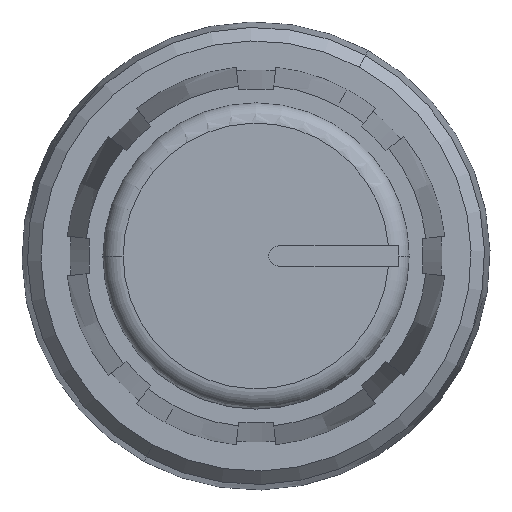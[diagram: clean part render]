
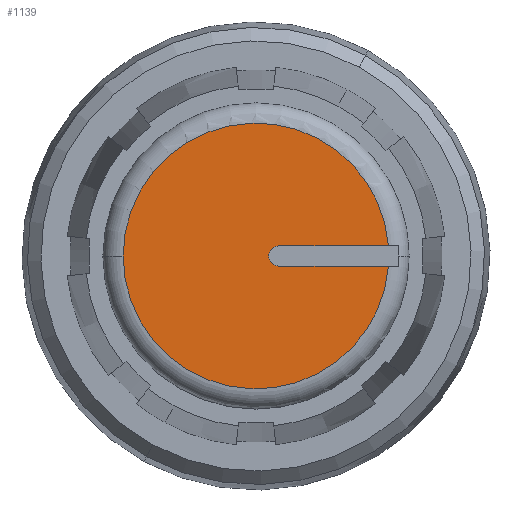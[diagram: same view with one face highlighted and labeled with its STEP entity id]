
A CAD part, front view. The second image highlights one B-rep face of the part: STEP entity #1139.
In plain terms, the highlighted planar face has unit normal (0, -1, 0).
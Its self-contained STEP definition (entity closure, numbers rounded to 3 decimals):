
#73 = DIRECTION ( 'NONE',  ( 0., -1., 0. ) ) ;
#85 = LINE ( 'NONE', #2005, #2106 ) ;
#181 = VERTEX_POINT ( 'NONE', #790 ) ;
#250 = DIRECTION ( 'NONE',  ( 0., -1., 0. ) ) ;
#263 = EDGE_CURVE ( 'NONE', #181, #981, #1514, .T. ) ;
#283 = CARTESIAN_POINT ( 'NONE',  ( -5.25, -1., 0. ) ) ;
#288 = DIRECTION ( 'NONE',  ( -1., 0., 0. ) ) ;
#351 = CARTESIAN_POINT ( 'NONE',  ( 3.067, -1., -0.4 ) ) ;
#358 = CARTESIAN_POINT ( 'NONE',  ( 5.235, -1., -0.4 ) ) ;
#371 = CARTESIAN_POINT ( 'NONE',  ( 0., -1., 0. ) ) ;
#441 = DIRECTION ( 'NONE',  ( 1., 0., 0. ) ) ;
#500 = AXIS2_PLACEMENT_3D ( 'NONE', #371, #250, #1275 ) ;
#537 = CIRCLE ( 'NONE', #893, 5.25 ) ;
#554 = VERTEX_POINT ( 'NONE', #1242 ) ;
#556 = CARTESIAN_POINT ( 'NONE',  ( 0.9, -1., 0. ) ) ;
#703 = CARTESIAN_POINT ( 'NONE',  ( 0., -1., 0. ) ) ;
#781 = AXIS2_PLACEMENT_3D ( 'NONE', #703, #2108, #842 ) ;
#790 = CARTESIAN_POINT ( 'NONE',  ( 5.235, -1., 0.4 ) ) ;
#829 = VERTEX_POINT ( 'NONE', #2134 ) ;
#842 = DIRECTION ( 'NONE',  ( 1., 0., 0. ) ) ;
#893 = AXIS2_PLACEMENT_3D ( 'NONE', #2169, #2186, #441 ) ;
#952 = ORIENTED_EDGE ( 'NONE', *, *, #1793, .F. ) ;
#981 = VERTEX_POINT ( 'NONE', #283 ) ;
#1029 = FACE_OUTER_BOUND ( 'NONE', #1903, .T. ) ;
#1139 = ADVANCED_FACE ( 'NONE', ( #1029 ), #2052, .T. ) ;
#1151 = ORIENTED_EDGE ( 'NONE', *, *, #263, .T. ) ;
#1169 = ORIENTED_EDGE ( 'NONE', *, *, #1974, .F. ) ;
#1173 = ORIENTED_EDGE ( 'NONE', *, *, #1683, .F. ) ;
#1216 = CIRCLE ( 'NONE', #1357, 0.4 ) ;
#1242 = CARTESIAN_POINT ( 'NONE',  ( 0.9, -1., 0.4 ) ) ;
#1258 = DIRECTION ( 'NONE',  ( 1., 0., 0. ) ) ;
#1275 = DIRECTION ( 'NONE',  ( 0., 0., -1. ) ) ;
#1357 = AXIS2_PLACEMENT_3D ( 'NONE', #556, #73, #1258 ) ;
#1379 = LINE ( 'NONE', #351, #2109 ) ;
#1391 = VERTEX_POINT ( 'NONE', #358 ) ;
#1514 = CIRCLE ( 'NONE', #781, 5.25 ) ;
#1683 = EDGE_CURVE ( 'NONE', #554, #829, #1216, .T. ) ;
#1793 = EDGE_CURVE ( 'NONE', #181, #554, #85, .T. ) ;
#1842 = EDGE_CURVE ( 'NONE', #981, #1391, #537, .T. ) ;
#1903 = EDGE_LOOP ( 'NONE', ( #1151, #2194, #1169, #1173, #952 ) ) ;
#1968 = DIRECTION ( 'NONE',  ( 1., 0., 0. ) ) ;
#1974 = EDGE_CURVE ( 'NONE', #829, #1391, #1379, .T. ) ;
#2005 = CARTESIAN_POINT ( 'NONE',  ( 3.067, -1., 0.4 ) ) ;
#2052 = PLANE ( 'NONE',  #500 ) ;
#2106 = VECTOR ( 'NONE', #288, 1000. ) ;
#2108 = DIRECTION ( 'NONE',  ( 0., -1., 0. ) ) ;
#2109 = VECTOR ( 'NONE', #1968, 1000. ) ;
#2134 = CARTESIAN_POINT ( 'NONE',  ( 0.9, -1., -0.4 ) ) ;
#2169 = CARTESIAN_POINT ( 'NONE',  ( 0., -1., 0. ) ) ;
#2186 = DIRECTION ( 'NONE',  ( 0., -1., 0. ) ) ;
#2194 = ORIENTED_EDGE ( 'NONE', *, *, #1842, .T. ) ;
